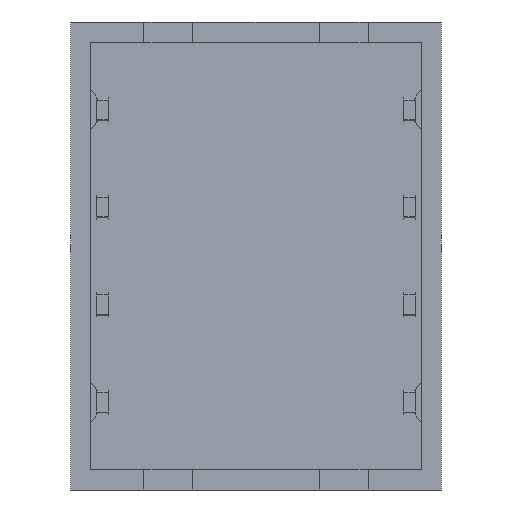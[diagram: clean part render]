
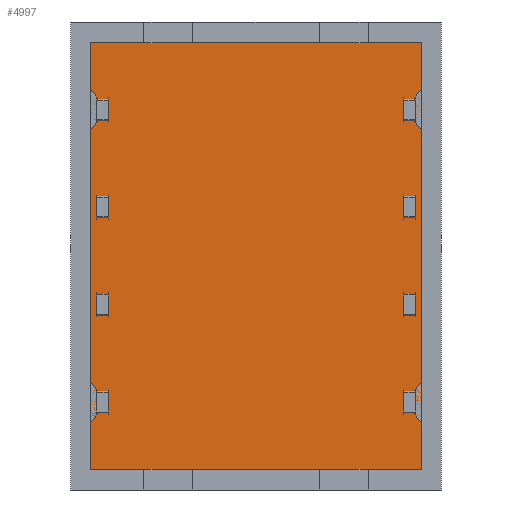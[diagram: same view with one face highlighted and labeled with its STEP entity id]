
A CAD part, front view. The second image highlights one B-rep face of the part: STEP entity #4997.
In plain terms, the highlighted planar face has unit normal (0, -1, 0).
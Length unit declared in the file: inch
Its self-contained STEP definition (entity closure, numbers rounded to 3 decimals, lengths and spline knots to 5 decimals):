
#4958=DIRECTION('',(-1.,0.,0.));
#4959=VECTOR('',#4958,0.34);
#4960=CARTESIAN_POINT('',(0.17,-0.111,-0.3685));
#4961=LINE('',#4960,#4959);
#4962=DIRECTION('',(0.,0.,1.));
#4963=VECTOR('',#4962,0.437);
#4964=CARTESIAN_POINT('',(-0.17,-0.111,-0.3685));
#4965=LINE('',#4964,#4963);
#4966=DIRECTION('',(1.,0.,0.));
#4967=VECTOR('',#4966,0.34);
#4968=CARTESIAN_POINT('',(-0.17,-0.111,0.0685));
#4969=LINE('',#4968,#4967);
#4970=DIRECTION('',(0.,0.,-1.));
#4971=VECTOR('',#4970,0.437);
#4972=CARTESIAN_POINT('',(0.17,-0.111,0.0685));
#4973=LINE('',#4972,#4971);
#4974=CARTESIAN_POINT('',(-0.17,-0.111,-0.3685));
#4975=CARTESIAN_POINT('',(0.17,-0.111,-0.3685));
#4976=VERTEX_POINT('',#4974);
#4977=VERTEX_POINT('',#4975);
#4978=CARTESIAN_POINT('',(-0.17,-0.111,0.0685));
#4979=CARTESIAN_POINT('',(0.17,-0.111,0.0685));
#4980=VERTEX_POINT('',#4978);
#4981=VERTEX_POINT('',#4979);
#4982=CARTESIAN_POINT('',(-0.17,-0.111,-0.3685));
#4983=DIRECTION('',(0.,-1.,0.));
#4984=DIRECTION('',(1.,0.,0.));
#4985=AXIS2_PLACEMENT_3D('',#4982,#4983,#4984);
#4986=PLANE('',#4985);
#4988=ORIENTED_EDGE('',*,*,#4987,.T.);
#4990=ORIENTED_EDGE('',*,*,#4989,.T.);
#4992=ORIENTED_EDGE('',*,*,#4991,.T.);
#4994=ORIENTED_EDGE('',*,*,#4993,.T.);
#4995=EDGE_LOOP('',(#4988,#4990,#4992,#4994));
#4996=FACE_OUTER_BOUND('',#4995,.F.);
#4997=ADVANCED_FACE('',(#4996),#4986,.T.);
#4987=EDGE_CURVE('',#4977,#4976,#4961,.T.);
#4989=EDGE_CURVE('',#4976,#4980,#4965,.T.);
#4991=EDGE_CURVE('',#4980,#4981,#4969,.T.);
#4993=EDGE_CURVE('',#4981,#4977,#4973,.T.);
